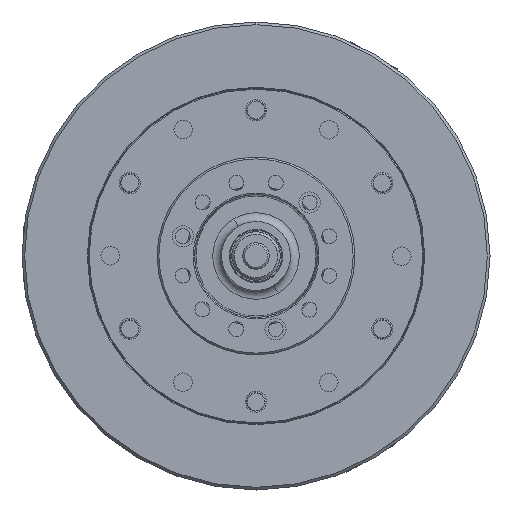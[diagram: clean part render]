
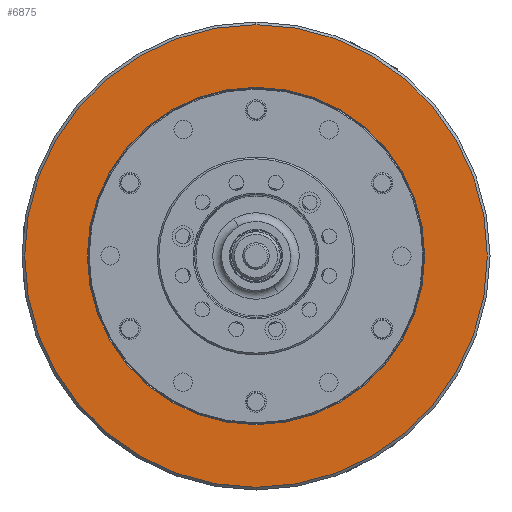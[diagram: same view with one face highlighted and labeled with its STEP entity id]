
A CAD part, left-side view. The second image highlights one B-rep face of the part: STEP entity #6875.
In plain terms, the highlighted planar face has unit normal (-1, 0, 0).
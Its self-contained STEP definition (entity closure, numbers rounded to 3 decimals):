
#1120 = PLANE ( 'NONE',  #13509 ) ;
#1322 = VERTEX_POINT ( 'NONE', #18532 ) ;
#2043 = EDGE_CURVE ( 'NONE', #32185, #34037, #25900, .T. ) ;
#5307 = EDGE_CURVE ( 'NONE', #34037, #32185, #7230, .T. ) ;
#5694 = ORIENTED_EDGE ( 'NONE', *, *, #5307, .T. ) ;
#6662 = DIRECTION ( 'NONE',  ( 0., 0., 1. ) ) ;
#6758 = CIRCLE ( 'NONE', #35006, 191. ) ;
#6875 = ADVANCED_FACE ( 'NONE', ( #13327, #31242 ), #1120, .T. ) ;
#7230 = CIRCLE ( 'NONE', #14275, 262. ) ;
#7833 = DIRECTION ( 'NONE',  ( 0., 0., 1. ) ) ;
#7883 = DIRECTION ( 'NONE',  ( 1., 0., 0. ) ) ;
#9761 = DIRECTION ( 'NONE',  ( -1., 0., 0. ) ) ;
#10381 = CARTESIAN_POINT ( 'NONE',  ( -125., 0., -262. ) ) ;
#13327 = FACE_BOUND ( 'NONE', #16106, .T. ) ;
#13509 = AXIS2_PLACEMENT_3D ( 'NONE', #24542, #27953, #7833 ) ;
#14275 = AXIS2_PLACEMENT_3D ( 'NONE', #29885, #9761, #33267 ) ;
#16106 = EDGE_LOOP ( 'NONE', ( #22543, #24616 ) ) ;
#18532 = CARTESIAN_POINT ( 'NONE',  ( -125., 0., -191. ) ) ;
#19276 = CARTESIAN_POINT ( 'NONE',  ( -125., 0., 262. ) ) ;
#19587 = CARTESIAN_POINT ( 'NONE',  ( -125., 0., 0. ) ) ;
#22305 = AXIS2_PLACEMENT_3D ( 'NONE', #26626, #30270, #6662 ) ;
#22394 = ORIENTED_EDGE ( 'NONE', *, *, #2043, .T. ) ;
#22543 = ORIENTED_EDGE ( 'NONE', *, *, #28361, .T. ) ;
#22629 = EDGE_CURVE ( 'NONE', #1322, #27578, #25035, .T. ) ;
#22990 = DIRECTION ( 'NONE',  ( 0., 0., 1. ) ) ;
#24542 = CARTESIAN_POINT ( 'NONE',  ( -125., 265., 0. ) ) ;
#24616 = ORIENTED_EDGE ( 'NONE', *, *, #22629, .T. ) ;
#25035 = CIRCLE ( 'NONE', #40881, 191. ) ;
#25900 = CIRCLE ( 'NONE', #22305, 262. ) ;
#26626 = CARTESIAN_POINT ( 'NONE',  ( -125., 0., 0. ) ) ;
#26880 = CARTESIAN_POINT ( 'NONE',  ( -125., 0., 191. ) ) ;
#27578 = VERTEX_POINT ( 'NONE', #26880 ) ;
#27953 = DIRECTION ( 'NONE',  ( -1., 0., 0. ) ) ;
#28009 = CARTESIAN_POINT ( 'NONE',  ( -125., 0., 0. ) ) ;
#28361 = EDGE_CURVE ( 'NONE', #27578, #1322, #6758, .T. ) ;
#29885 = CARTESIAN_POINT ( 'NONE',  ( -125., 0., 0. ) ) ;
#30270 = DIRECTION ( 'NONE',  ( -1., 0., 0. ) ) ;
#31242 = FACE_OUTER_BOUND ( 'NONE', #40851, .T. ) ;
#31384 = DIRECTION ( 'NONE',  ( 0., 0., 1. ) ) ;
#32185 = VERTEX_POINT ( 'NONE', #19276 ) ;
#33267 = DIRECTION ( 'NONE',  ( 0., 0., 1. ) ) ;
#34037 = VERTEX_POINT ( 'NONE', #10381 ) ;
#35006 = AXIS2_PLACEMENT_3D ( 'NONE', #28009, #7883, #31384 ) ;
#40851 = EDGE_LOOP ( 'NONE', ( #5694, #22394 ) ) ;
#40881 = AXIS2_PLACEMENT_3D ( 'NONE', #19587, #43151, #22990 ) ;
#43151 = DIRECTION ( 'NONE',  ( 1., 0., 0. ) ) ;
